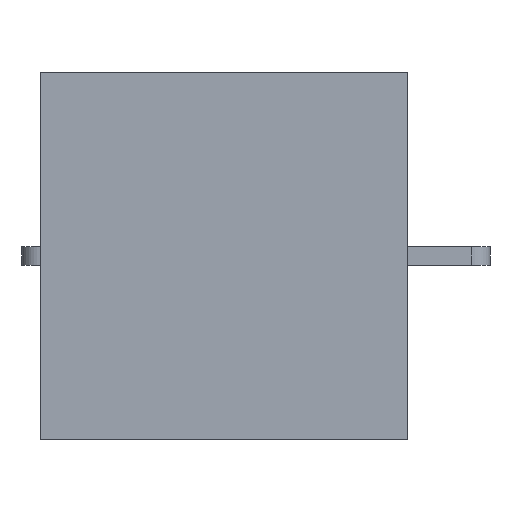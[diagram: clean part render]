
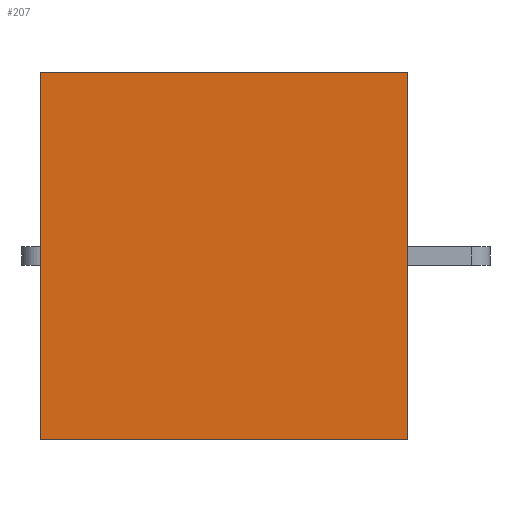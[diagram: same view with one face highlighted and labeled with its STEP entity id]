
A CAD part, front view. The second image highlights one B-rep face of the part: STEP entity #207.
In plain terms, the highlighted planar face has unit normal (0, -1, 0).
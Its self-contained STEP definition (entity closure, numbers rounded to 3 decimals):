
#77=CARTESIAN_POINT('',(-1000.,-1500.,1000.));
#78=VERTEX_POINT('',#77);
#79=CARTESIAN_POINT('',(1000.,-1500.,1000.));
#80=VERTEX_POINT('',#79);
#81=CARTESIAN_POINT('',(-1000.,-1500.,1000.));
#82=DIRECTION('',(1.,0.,-0.));
#83=VECTOR('',#82,2000.);
#84=LINE('',#81,#83);
#85=EDGE_CURVE('0:685',#78,#80,#84,.T.);
#117=CARTESIAN_POINT('',(-1000.,-1500.,-1000.));
#118=VERTEX_POINT('',#117);
#119=CARTESIAN_POINT('',(-1000.,-1500.,-1000.));
#120=DIRECTION('',(0.,0.,1.));
#121=VECTOR('',#120,2000.);
#122=LINE('',#119,#121);
#123=EDGE_CURVE('0:682',#118,#78,#122,.T.);
#148=CARTESIAN_POINT('',(1000.,-1500.,-1000.));
#149=VERTEX_POINT('',#148);
#150=CARTESIAN_POINT('',(1000.,-1500.,-1000.));
#151=DIRECTION('',(-1.,0.,0.));
#152=VECTOR('',#151,2000.);
#153=LINE('',#150,#152);
#154=EDGE_CURVE('0:679',#149,#118,#153,.T.);
#179=CARTESIAN_POINT('',(1000.,-1500.,1000.));
#180=DIRECTION('',(-0.,0.,-1.));
#181=VECTOR('',#180,2000.);
#182=LINE('',#179,#181);
#183=EDGE_CURVE('0:688',#80,#149,#182,.T.);
#196=CARTESIAN_POINT('',(-0.,-1500.,0.));
#197=DIRECTION('',(0.,1.,0.));
#198=DIRECTION('',(-0.,0.,1.));
#199=AXIS2_PLACEMENT_3D('',#196,#197,#198);
#200=PLANE('',#199);
#201=ORIENTED_EDGE('',*,*,#183,.F.);
#202=ORIENTED_EDGE('',*,*,#85,.F.);
#203=ORIENTED_EDGE('',*,*,#123,.F.);
#204=ORIENTED_EDGE('',*,*,#154,.F.);
#205=EDGE_LOOP('',(#201,#202,#203,#204));
#206=FACE_BOUND('',#205,.T.);
#207=ADVANCED_FACE('0:658',(#206),#200,.F.);
